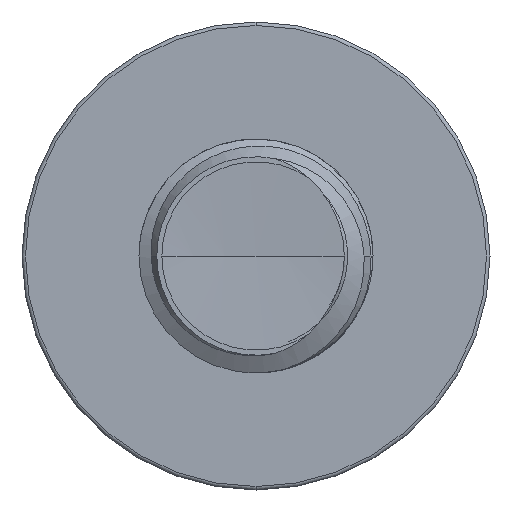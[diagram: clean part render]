
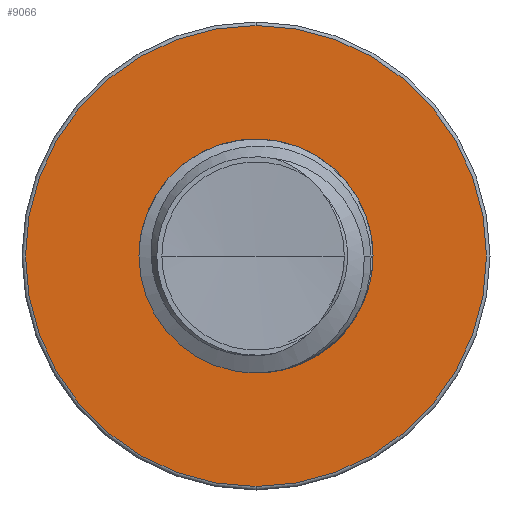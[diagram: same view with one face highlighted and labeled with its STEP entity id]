
A CAD part, front view. The second image highlights one B-rep face of the part: STEP entity #9066.
In plain terms, the highlighted planar face has unit normal (0, -1, 0).
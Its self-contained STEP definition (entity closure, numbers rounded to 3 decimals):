
#27 = CIRCLE ( 'NONE', #1168, 0.969 ) ;
#151 = EDGE_CURVE ( 'NONE', #7073, #8743, #192, .T. ) ;
#192 = CIRCLE ( 'NONE', #8381, 0.969 ) ;
#379 = VERTEX_POINT ( 'NONE', #4049 ) ;
#488 = CARTESIAN_POINT ( 'NONE',  ( 0., 2.5, 0.969 ) ) ;
#638 = DIRECTION ( 'NONE',  ( 0., 0., -1. ) ) ;
#674 = EDGE_CURVE ( 'NONE', #8743, #7073, #27, .T. ) ;
#684 = DIRECTION ( 'NONE',  ( 0., -1., 0. ) ) ;
#727 = CARTESIAN_POINT ( 'NONE',  ( 0., 2.5, 0. ) ) ;
#825 = EDGE_LOOP ( 'NONE', ( #1117, #11592 ) ) ;
#905 = FACE_OUTER_BOUND ( 'NONE', #9036, .T. ) ;
#1117 = ORIENTED_EDGE ( 'NONE', *, *, #151, .F. ) ;
#1168 = AXIS2_PLACEMENT_3D ( 'NONE', #9557, #9542, #10095 ) ;
#1550 = CARTESIAN_POINT ( 'NONE',  ( 0., 2.5, 0. ) ) ;
#1962 = DIRECTION ( 'NONE',  ( 0., -1., 0. ) ) ;
#2258 = CIRCLE ( 'NONE', #6643, 1.97 ) ;
#2959 = FACE_BOUND ( 'NONE', #825, .T. ) ;
#3135 = EDGE_CURVE ( 'NONE', #379, #10827, #3729, .T. ) ;
#3729 = CIRCLE ( 'NONE', #9612, 1.97 ) ;
#4049 = CARTESIAN_POINT ( 'NONE',  ( 0., 2.5, -1.97 ) ) ;
#4283 = ORIENTED_EDGE ( 'NONE', *, *, #4451, .T. ) ;
#4451 = EDGE_CURVE ( 'NONE', #10827, #379, #2258, .T. ) ;
#4647 = DIRECTION ( 'NONE',  ( 0., -1., 0. ) ) ;
#4649 = DIRECTION ( 'NONE',  ( 0., 0., -1. ) ) ;
#4689 = CARTESIAN_POINT ( 'NONE',  ( 0., 2.5, 0. ) ) ;
#5193 = PLANE ( 'NONE',  #6490 ) ;
#6267 = DIRECTION ( 'NONE',  ( 0., 0., -1. ) ) ;
#6490 = AXIS2_PLACEMENT_3D ( 'NONE', #10278, #12216, #6267 ) ;
#6643 = AXIS2_PLACEMENT_3D ( 'NONE', #1550, #1962, #12435 ) ;
#7073 = VERTEX_POINT ( 'NONE', #12884 ) ;
#8381 = AXIS2_PLACEMENT_3D ( 'NONE', #4689, #4647, #4649 ) ;
#8743 = VERTEX_POINT ( 'NONE', #488 ) ;
#9036 = EDGE_LOOP ( 'NONE', ( #11439, #4283 ) ) ;
#9066 = ADVANCED_FACE ( 'NONE', ( #905, #2959 ), #5193, .T. ) ;
#9542 = DIRECTION ( 'NONE',  ( 0., -1., 0. ) ) ;
#9557 = CARTESIAN_POINT ( 'NONE',  ( 0., 2.5, 0. ) ) ;
#9612 = AXIS2_PLACEMENT_3D ( 'NONE', #727, #684, #638 ) ;
#10095 = DIRECTION ( 'NONE',  ( 0., 0., -1. ) ) ;
#10278 = CARTESIAN_POINT ( 'NONE',  ( 0., 2.5, 0.969 ) ) ;
#10827 = VERTEX_POINT ( 'NONE', #12855 ) ;
#11439 = ORIENTED_EDGE ( 'NONE', *, *, #3135, .T. ) ;
#11592 = ORIENTED_EDGE ( 'NONE', *, *, #674, .F. ) ;
#12216 = DIRECTION ( 'NONE',  ( 0., -1., 0. ) ) ;
#12435 = DIRECTION ( 'NONE',  ( 0., 0., -1. ) ) ;
#12855 = CARTESIAN_POINT ( 'NONE',  ( 0., 2.5, 1.97 ) ) ;
#12884 = CARTESIAN_POINT ( 'NONE',  ( 0., 2.5, -0.969 ) ) ;
